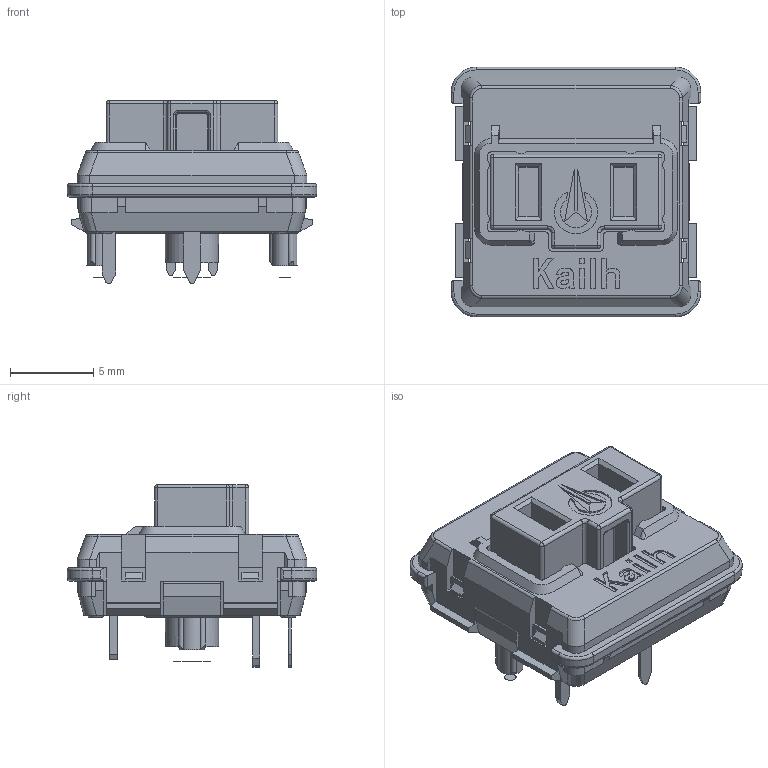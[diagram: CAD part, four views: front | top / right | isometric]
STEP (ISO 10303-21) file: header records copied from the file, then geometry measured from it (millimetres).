
FILE_DESCRIPTION(/* description */ (''),/* implementation_level */ '2;1');
FILE_NAME(/* name */ 'KailhChocPG1350.step',/* time_stamp */ '2021-03-01T13:07:03-05:00',/* author */ (''),/* organization */ (''),/* preprocessor_version */ 'ST-DEVELOPER v18.1',/* originating_system */ 'Autodesk Translation Framework v9.7.1.1290',/* authorisation */ '');
FILE_SCHEMA (('AUTOMOTIVE_DESIGN { 1 0 10303 214 3 1 1 }'));
Length unit declared in the file: millimetre
Products named in the file (1): Kailh Choc Low Profile Switch
Bounding box: 15 x 15 x 11 mm (x, y, z)
Volume: 959.1 mm3; surface area: 1606.7 mm2
Topology: 8 solids, 8 shells, 520 faces, 1384 edges, 885 vertices
Faces by surface type: plane 362, cylinder 95, bspline 35, cone 11, torus 10, sphere 7
Full cylindrical faces by diameter (mm): 1.8 x1, 3.2 x1
Entity records: 17456 total; most frequent: CARTESIAN_POINT 4530, ORIENTED_EDGE 2762, DIRECTION 2511, EDGE_CURVE 1381, LINE 1099, VECTOR 1099, VERTEX_POINT 885, AXIS2_PLACEMENT_3D 706
